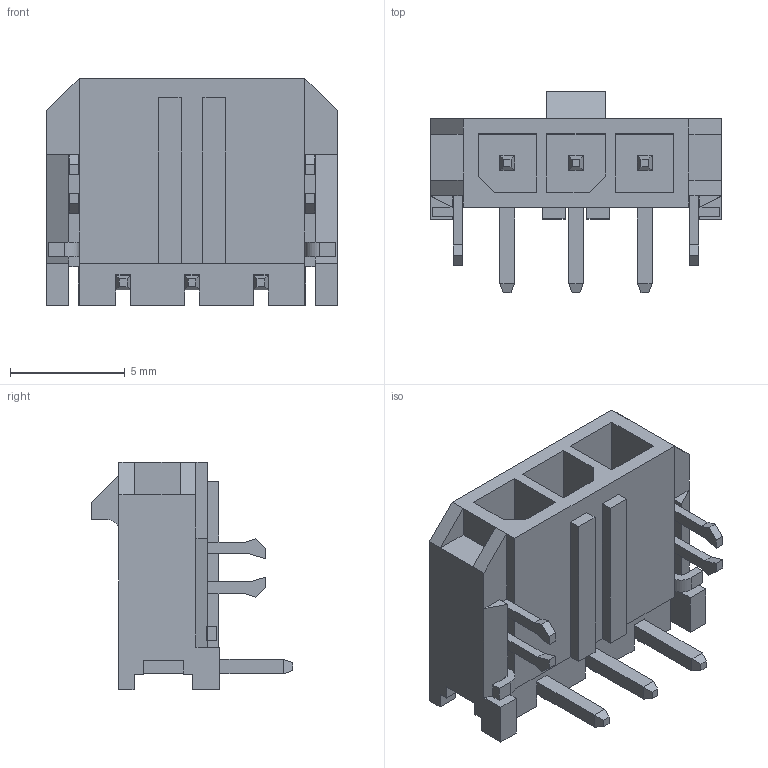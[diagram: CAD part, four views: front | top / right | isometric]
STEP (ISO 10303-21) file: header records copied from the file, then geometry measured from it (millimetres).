
FILE_DESCRIPTION (( 'STEP AP214' ), '1' );
FILE_NAME ('436500303.STEP', '2023-10-05T05:44:32', ( '' ), ( '' ), 'SwSTEP 2.0', 'SolidWorks 2021', '' );
FILE_SCHEMA (( 'AUTOMOTIVE_DESIGN' ));
Length unit declared in the file: millimetre
Products named in the file (1): 436500303
Bounding box: 12.65 x 8.79 x 9.9 mm (x, y, z)
Volume: 322.8 mm3; surface area: 803.1 mm2
Topology: 2 solids, 2 shells, 271 faces, 720 edges, 460 vertices
Faces by surface type: plane 264, cylinder 7
Entity records: 8219 total; most frequent: CARTESIAN_POINT 1452, ORIENTED_EDGE 1440, DIRECTION 1278, EDGE_CURVE 720, VECTOR 706, LINE 706, VERTEX_POINT 460, AXIS2_PLACEMENT_3D 286
